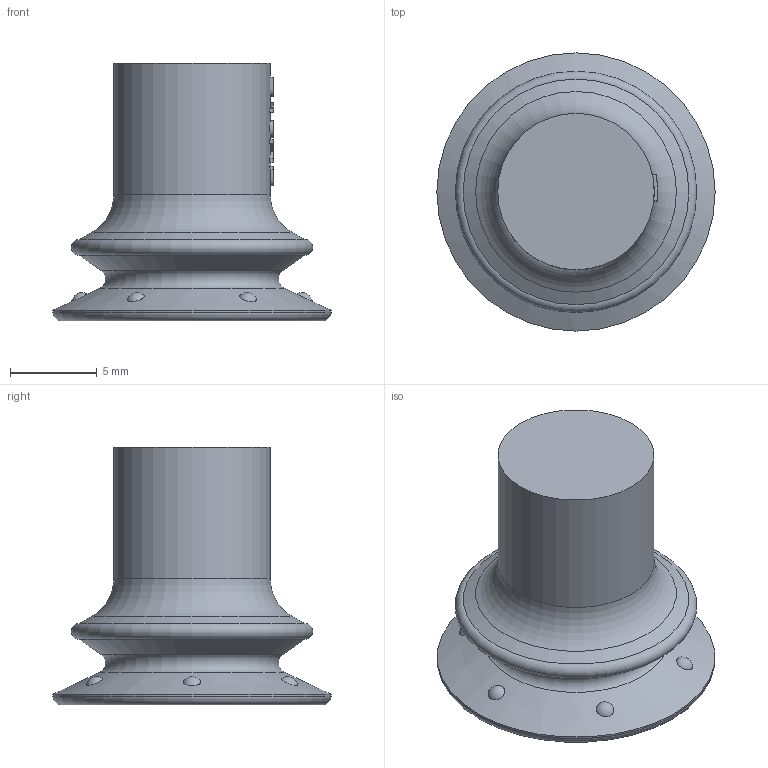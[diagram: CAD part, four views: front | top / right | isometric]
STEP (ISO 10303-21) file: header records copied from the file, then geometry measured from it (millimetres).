
FILE_DESCRIPTION( ( 'Unknown' ), '1' );
FILE_NAME( 'SE-0405934.stp', 'Unknown', ( 'Unknown' ), ( 'Unknown' ), 'PSStep 17.0.49', 'Unknown', ' ' );
FILE_SCHEMA( ( 'AUTOMOTIVE_DESIGN { 1 0 10303 214 1 1 1 1 }' ) );
Length unit declared in the file: millimetre
Products named in the file (1): 3113616
Bounding box: 16 x 16 x 14.82 mm (x, y, z)
Volume: 1302 mm3; surface area: 901.2 mm2
Topology: 1 solids, 1 shells, 67 faces, 171 edges, 114 vertices
Faces by surface type: plane 29, extrusion 13, cylinder 12, sphere 6, torus 4, cone 3
Full cylindrical faces by diameter (mm): 9 x1, 16 x1
Entity records: 2936 total; most frequent: CARTESIAN_POINT 964, ORIENTED_EDGE 278, DIRECTION 272, EDGE_CURVE 139, AXIS2_PLACEMENT_3D 100, VERTEX_POINT 99, EDGE_LOOP 89, FACE_OUTER_BOUND 72
